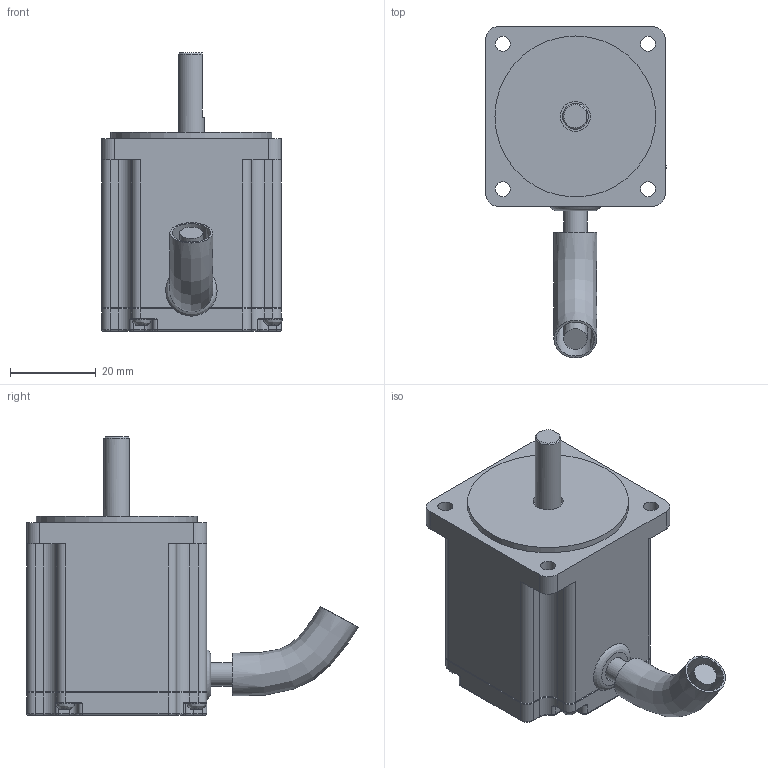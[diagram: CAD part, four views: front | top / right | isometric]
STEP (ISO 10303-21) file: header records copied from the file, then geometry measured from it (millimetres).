
FILE_DESCRIPTION( ( 'Unknown' ), '1' );
FILE_NAME( 'MP015-D.stp', 'Unknown', ( 'Dimamotor' ), ( 'Dimamotor' ), 'PSStep 16.0.42', 'Unknown', ' ' );
FILE_SCHEMA( ( 'AUTOMOTIVE_DESIGN { 1 0 10303 214 1 1 1 1 }' ) );
Length unit declared in the file: millimetre
Products named in the file (5): Assem1; BL42-上蓋15W; BL42-下蓋; 盤頭_M2.5x10-N
Assembly tree (7 placements, depth 2):
  Assem1
    BL42-上蓋15W
    BL42-上蓋15W
    BL42-下蓋
    盤頭_M2.5x10-N  x4
Bounding box: 42.28 x 77.58 x 65 mm (x, y, z)
Volume: 74386.3 mm3; surface area: 17638.8 mm2
Topology: 7 solids, 7 shells, 301 faces, 764 edges, 487 vertices
Faces by surface type: plane 145, cylinder 103, torus 33, cone 13, bspline 7
Full cylindrical faces by diameter (mm): 2.5 x4, 3.3 x4, 3.5 x4, 4.5 x4, 5.5 x1, 6 x2, 7 x1, 10 x2, 37.6 x1
Entity records: 8864 total; most frequent: CARTESIAN_POINT 1704, DIRECTION 1178, ORIENTED_EDGE 1036, EDGE_CURVE 518, AXIS2_PLACEMENT_3D 464, VERTEX_POINT 332, EDGE_LOOP 270, LINE 250
